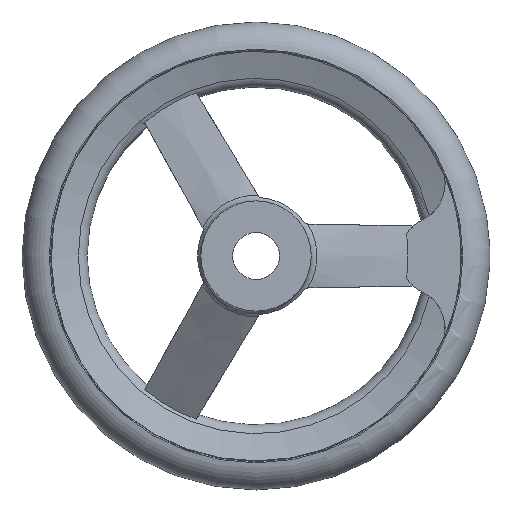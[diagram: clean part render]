
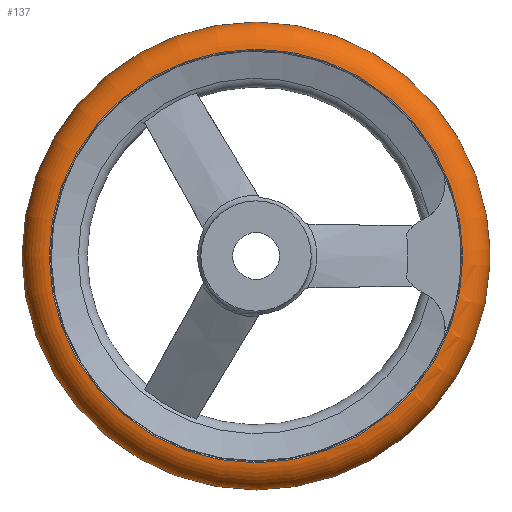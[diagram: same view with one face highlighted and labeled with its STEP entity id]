
A CAD part, front view. The second image highlights one B-rep face of the part: STEP entity #137.
In plain terms, the highlighted toroidal (fillet/blend) face has major radius 61.5 mm and minor radius 8.5 mm.
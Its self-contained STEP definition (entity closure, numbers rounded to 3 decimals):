
#137 = ADVANCED_FACE( '', ( #290, #291, #292 ), #293, .T. );
#290 = FACE_BOUND( '', #479, .T. );
#291 = FACE_OUTER_BOUND( '', #480, .T. );
#292 = FACE_OUTER_BOUND( '', #481, .T. );
#293 = TOROIDAL_SURFACE( '', #482, 61.5, 8.5 );
#479 = VERTEX_LOOP( '', #822 );
#480 = EDGE_LOOP( '', ( #823, #824 ) );
#481 = EDGE_LOOP( '', ( #825 ) );
#482 = AXIS2_PLACEMENT_3D( '', #826, #827, #828 );
#822 = VERTEX_POINT( '', #1039 );
#823 = ORIENTED_EDGE( '', *, *, #953, .T. );
#824 = ORIENTED_EDGE( '', *, *, #965, .T. );
#825 = ORIENTED_EDGE( '', *, *, #1040, .F. );
#826 = CARTESIAN_POINT( '', ( 0., 29.5, 0. ) );
#827 = DIRECTION( '', ( 0., -1., 0. ) );
#828 = DIRECTION( '', ( 0., 0., -1. ) );
#953 = EDGE_CURVE( '', #1149, #1150, #1151, .T. );
#965 = EDGE_CURVE( '', #1150, #1149, #1169, .T. );
#1039 = CARTESIAN_POINT( '', ( 0., 29.5, -70. ) );
#1040 = EDGE_CURVE( '', #1269, #1269, #1270, .T. );
#1149 = VERTEX_POINT( '', #1551 );
#1150 = VERTEX_POINT( '', #1552 );
#1151 = B_SPLINE_CURVE_WITH_KNOTS( '', 3, ( #1553, #1554, #1555, #1556, #1557, #1558, #1559, #1560, #1561, #1562 ), .UNSPECIFIED., .F., .F., ( 4, 2, 2, 2, 4 ), ( -0.007, -0.006, -0.004, -0.003, -0.002 ), .UNSPECIFIED. );
#1169 = CIRCLE( '', #1610, 61.854 );
#1269 = VERTEX_POINT( '', #1973 );
#1270 = CIRCLE( '', #1974, 61.854 );
#1551 = CARTESIAN_POINT( '', ( 61.803, 37.993, -2.505 ) );
#1552 = CARTESIAN_POINT( '', ( 61.803, 37.993, 2.505 ) );
#1553 = CARTESIAN_POINT( '', ( 61.803, 37.993, -2.505 ) );
#1554 = CARTESIAN_POINT( '', ( 61.951, 37.987, -2.105 ) );
#1555 = CARTESIAN_POINT( '', ( 62.062, 37.98, -1.695 ) );
#1556 = CARTESIAN_POINT( '', ( 62.212, 37.97, -0.856 ) );
#1557 = CARTESIAN_POINT( '', ( 62.25, 37.967, -0.425 ) );
#1558 = CARTESIAN_POINT( '', ( 62.25, 37.967, 0.426 ) );
#1559 = CARTESIAN_POINT( '', ( 62.213, 37.97, 0.849 ) );
#1560 = CARTESIAN_POINT( '', ( 62.063, 37.98, 1.689 ) );
#1561 = CARTESIAN_POINT( '', ( 61.95, 37.987, 2.107 ) );
#1562 = CARTESIAN_POINT( '', ( 61.803, 37.993, 2.505 ) );
#1610 = AXIS2_PLACEMENT_3D( '', #2053, #2054, #2055 );
#1973 = CARTESIAN_POINT( '', ( 0., 21.007, -61.854 ) );
#1974 = AXIS2_PLACEMENT_3D( '', #2135, #2136, #2137 );
#2053 = CARTESIAN_POINT( '', ( 0., 37.993, 0. ) );
#2054 = DIRECTION( '', ( 0., -1., 0. ) );
#2055 = DIRECTION( '', ( 0., 0., -1. ) );
#2135 = CARTESIAN_POINT( '', ( 0., 21.007, 0. ) );
#2136 = DIRECTION( '', ( 0., -1., 0. ) );
#2137 = DIRECTION( '', ( 0., 0., -1. ) );
